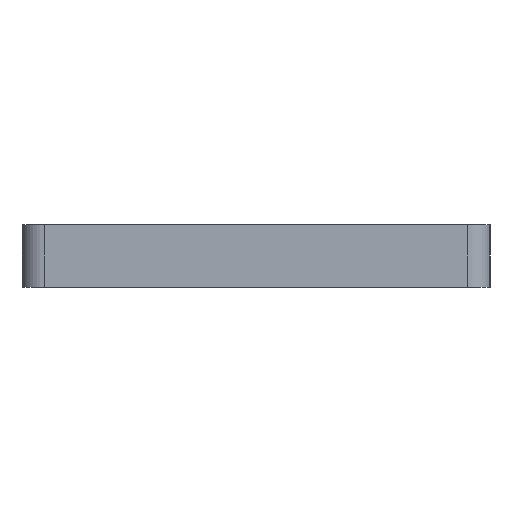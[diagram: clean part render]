
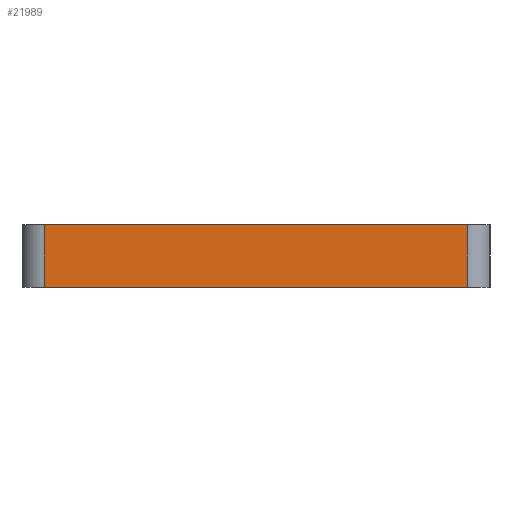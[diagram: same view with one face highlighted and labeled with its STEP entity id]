
A CAD part, left-side view. The second image highlights one B-rep face of the part: STEP entity #21989.
In plain terms, the highlighted planar face has unit normal (-1, 0, 0).
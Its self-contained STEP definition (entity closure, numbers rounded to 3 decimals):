
#1170 = CARTESIAN_POINT ( 'NONE',  ( -160., 0., 0. ) ) ;
#1261 = VECTOR ( 'NONE', #18962, 1000. ) ;
#2349 = VECTOR ( 'NONE', #5600, 1000. ) ;
#3738 = FACE_OUTER_BOUND ( 'NONE', #21454, .T. ) ;
#3745 = DIRECTION ( 'NONE',  ( 0., 1., 0. ) ) ;
#3994 = ORIENTED_EDGE ( 'NONE', *, *, #6385, .F. ) ;
#5600 = DIRECTION ( 'NONE',  ( 0., 1., 0. ) ) ;
#6385 = EDGE_CURVE ( 'NONE', #12859, #26548, #16536, .T. ) ;
#6533 = EDGE_CURVE ( 'NONE', #18939, #14083, #15003, .T. ) ;
#10540 = DIRECTION ( 'NONE',  ( 0., 0., 1. ) ) ;
#11782 = AXIS2_PLACEMENT_3D ( 'NONE', #12972, #19648, #10540 ) ;
#12143 = CARTESIAN_POINT ( 'NONE',  ( -160., -38., 0. ) ) ;
#12859 = VERTEX_POINT ( 'NONE', #14053 ) ;
#12972 = CARTESIAN_POINT ( 'NONE',  ( -160., 0., 11.25 ) ) ;
#13948 = CARTESIAN_POINT ( 'NONE',  ( -160., 38., 11.25 ) ) ;
#14053 = CARTESIAN_POINT ( 'NONE',  ( -160., -38., 11.25 ) ) ;
#14060 = CARTESIAN_POINT ( 'NONE',  ( -160., 38., 0. ) ) ;
#14083 = VERTEX_POINT ( 'NONE', #14060 ) ;
#15003 = LINE ( 'NONE', #17436, #27537 ) ;
#16536 = LINE ( 'NONE', #25771, #1261 ) ;
#16940 = PLANE ( 'NONE',  #11782 ) ;
#17436 = CARTESIAN_POINT ( 'NONE',  ( -160., 38., 11.25 ) ) ;
#18939 = VERTEX_POINT ( 'NONE', #13948 ) ;
#18962 = DIRECTION ( 'NONE',  ( 0., 0., -1. ) ) ;
#19195 = EDGE_CURVE ( 'NONE', #12859, #18939, #22121, .T. ) ;
#19630 = EDGE_CURVE ( 'NONE', #26548, #14083, #26914, .T. ) ;
#19648 = DIRECTION ( 'NONE',  ( -1., 0., 0. ) ) ;
#19984 = CARTESIAN_POINT ( 'NONE',  ( -160., 0., 11.25 ) ) ;
#21454 = EDGE_LOOP ( 'NONE', ( #28174, #28611, #3994, #29703 ) ) ;
#21989 = ADVANCED_FACE ( 'NONE', ( #3738 ), #16940, .T. ) ;
#22121 = LINE ( 'NONE', #19984, #2349 ) ;
#22137 = DIRECTION ( 'NONE',  ( 0., 0., -1. ) ) ;
#23461 = VECTOR ( 'NONE', #3745, 1000. ) ;
#25771 = CARTESIAN_POINT ( 'NONE',  ( -160., -38., 11.25 ) ) ;
#26548 = VERTEX_POINT ( 'NONE', #12143 ) ;
#26914 = LINE ( 'NONE', #1170, #23461 ) ;
#27537 = VECTOR ( 'NONE', #22137, 1000. ) ;
#28174 = ORIENTED_EDGE ( 'NONE', *, *, #6533, .T. ) ;
#28611 = ORIENTED_EDGE ( 'NONE', *, *, #19630, .F. ) ;
#29703 = ORIENTED_EDGE ( 'NONE', *, *, #19195, .T. ) ;
